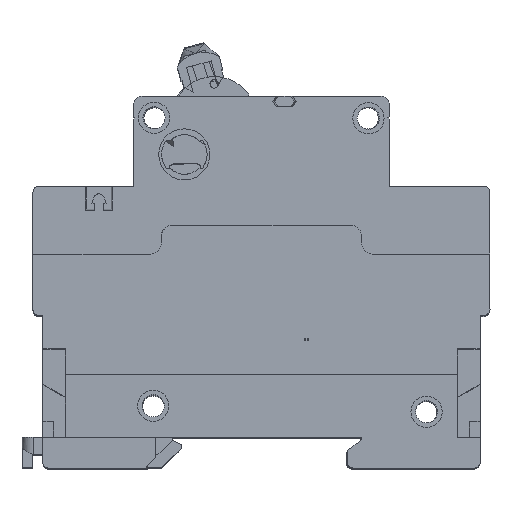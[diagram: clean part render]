
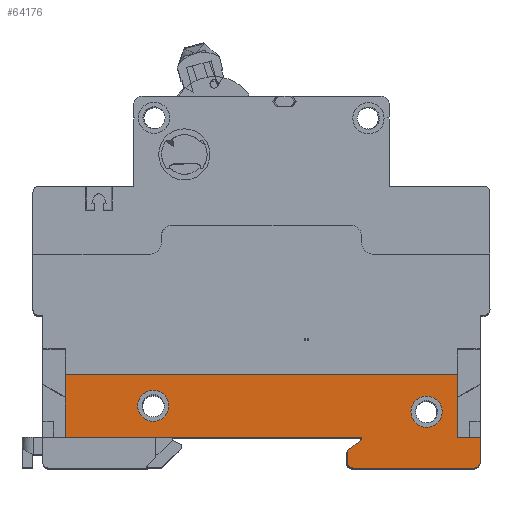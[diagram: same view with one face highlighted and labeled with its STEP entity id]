
A CAD part, top view. The second image highlights one B-rep face of the part: STEP entity #64176.
In plain terms, the highlighted planar face has unit normal (0, 0, 1).
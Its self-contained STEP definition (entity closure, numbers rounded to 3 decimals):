
#14961 = CARTESIAN_POINT ( 'NONE',  ( 94.857, -15.695, 26.67 ) ) ;
#15086 = CARTESIAN_POINT ( 'NONE',  ( 31.365, -17.415, 26.67 ) ) ;
#15119 = CARTESIAN_POINT ( 'NONE',  ( 94.857, -10.195, 26.67 ) ) ;
#15198 = CARTESIAN_POINT ( 'NONE',  ( 83.375, -17.415, 26.67 ) ) ;
#15299 = CARTESIAN_POINT ( 'NONE',  ( 46.771, -9.151, 26.67 ) ) ;
#15355 = CARTESIAN_POINT ( 'NONE',  ( 46.771, -14.651, 26.67 ) ) ;
#24522 = CARTESIAN_POINT ( 'NONE',  ( 83.375, -17.84, 26.67 ) ) ;
#24533 = CARTESIAN_POINT ( 'NONE',  ( 100.265, -6.442, 26.67 ) ) ;
#32195 = VERTEX_POINT ( 'NONE', #14961 ) ;
#32231 = CARTESIAN_POINT ( 'NONE',  ( 81.975, -22.835, 26.67 ) ) ;
#32285 = CARTESIAN_POINT ( 'NONE',  ( 80.975, -19.78, 26.67 ) ) ;
#32359 = CARTESIAN_POINT ( 'NONE',  ( 100.265, -17.525, 26.67 ) ) ;
#32431 = VERTEX_POINT ( 'NONE', #15086 ) ;
#32503 = VERTEX_POINT ( 'NONE', #15119 ) ;
#32674 = VERTEX_POINT ( 'NONE', #15198 ) ;
#32881 = CARTESIAN_POINT ( 'NONE',  ( 31.365, -6.442, 26.67 ) ) ;
#32893 = VERTEX_POINT ( 'NONE', #15299 ) ;
#33014 = VERTEX_POINT ( 'NONE', #15355 ) ;
#33082 = CARTESIAN_POINT ( 'NONE',  ( 104.275, -21.835, 26.67 ) ) ;
#33111 = CARTESIAN_POINT ( 'NONE',  ( 104.275, -17.525, 26.67 ) ) ;
#33303 = CARTESIAN_POINT ( 'NONE',  ( 103.275, -22.835, 26.67 ) ) ;
#33412 = CARTESIAN_POINT ( 'NONE',  ( 80.975, -21.835, 26.67 ) ) ;
#37779 = VERTEX_POINT ( 'NONE', #24522 ) ;
#37790 = VERTEX_POINT ( 'NONE', #24533 ) ;
#37851 = VERTEX_POINT ( 'NONE', #32231 ) ;
#37880 = VERTEX_POINT ( 'NONE', #32285 ) ;
#37920 = VERTEX_POINT ( 'NONE', #32359 ) ;
#38201 = VERTEX_POINT ( 'NONE', #32881 ) ;
#38309 = VERTEX_POINT ( 'NONE', #33082 ) ;
#38325 = VERTEX_POINT ( 'NONE', #33111 ) ;
#38428 = VERTEX_POINT ( 'NONE', #33303 ) ;
#38487 = VERTEX_POINT ( 'NONE', #33412 ) ;
#45892 = EDGE_CURVE ( 'NONE', #32893, #33014, #53412, .T. ) ;
#45896 = EDGE_CURVE ( 'NONE', #32503, #32195, #53418, .T. ) ;
#49417 = EDGE_CURVE ( 'NONE', #32431, #32674, #52602, .T. ) ;
#52602 = LINE ( 'NONE', #55222, #53678 ) ;
#53412 = CIRCLE ( 'NONE', #53414, 2.75 ) ;
#53414 = AXIS2_PLACEMENT_3D ( 'NONE', #54750, #54751, #54752 ) ;
#53418 = CIRCLE ( 'NONE', #53420, 2.75 ) ;
#53420 = AXIS2_PLACEMENT_3D ( 'NONE', #54760, #54761, #54762 ) ;
#53678 = VECTOR ( 'NONE', #55223, 1000. ) ;
#54750 = CARTESIAN_POINT ( 'NONE',  ( 46.771, -11.901, 26.67 ) ) ;
#54751 = DIRECTION ( 'NONE',  ( 0., 0., 1. ) ) ;
#54752 = DIRECTION ( 'NONE',  ( 0., -1., 0. ) ) ;
#54760 = CARTESIAN_POINT ( 'NONE',  ( 94.857, -12.945, 26.67 ) ) ;
#54761 = DIRECTION ( 'NONE',  ( 0., 0., 1. ) ) ;
#54762 = DIRECTION ( 'NONE',  ( 0., -1., 0. ) ) ;
#55222 = CARTESIAN_POINT ( 'NONE',  ( 82.175, -17.415, 26.67 ) ) ;
#55223 = DIRECTION ( 'NONE',  ( 1., 0., 0. ) ) ;
#64176 = ADVANCED_FACE ( 'NONE', ( #71454, #71455, #71456 ), #75419, .F. ) ;
#64194 = EDGE_CURVE ( 'NONE', #37880, #38487, #71481, .T. ) ;
#64198 = EDGE_CURVE ( 'NONE', #37790, #37920, #71485, .T. ) ;
#64207 = EDGE_CURVE ( 'NONE', #37790, #38201, #71494, .T. ) ;
#64286 = EDGE_CURVE ( 'NONE', #37880, #37779, #71556, .T. ) ;
#64291 = EDGE_CURVE ( 'NONE', #37851, #38487, #76201, .T. ) ;
#64298 = EDGE_CURVE ( 'NONE', #32431, #38201, #71565, .T. ) ;
#64364 = EDGE_CURVE ( 'NONE', #37920, #38325, #71624, .T. ) ;
#64383 = EDGE_CURVE ( 'NONE', #33014, #32893, #76314, .T. ) ;
#64384 = EDGE_CURVE ( 'NONE', #32195, #32503, #76262, .T. ) ;
#64385 = EDGE_CURVE ( 'NONE', #32674, #37779, #71643, .T. ) ;
#64386 = EDGE_CURVE ( 'NONE', #37851, #38428, #71644, .T. ) ;
#64387 = EDGE_CURVE ( 'NONE', #38428, #38309, #76283, .T. ) ;
#64388 = EDGE_CURVE ( 'NONE', #38309, #38325, #71645, .T. ) ;
#67968 = ORIENTED_EDGE ( 'NONE', *, *, #64194, .T. ) ;
#67969 = ORIENTED_EDGE ( 'NONE', *, *, #45892, .F. ) ;
#67971 = ORIENTED_EDGE ( 'NONE', *, *, #64383, .F. ) ;
#67973 = ORIENTED_EDGE ( 'NONE', *, *, #64384, .F. ) ;
#67975 = ORIENTED_EDGE ( 'NONE', *, *, #45896, .F. ) ;
#67977 = ORIENTED_EDGE ( 'NONE', *, *, #64385, .T. ) ;
#67979 = ORIENTED_EDGE ( 'NONE', *, *, #64291, .F. ) ;
#67981 = ORIENTED_EDGE ( 'NONE', *, *, #64286, .F. ) ;
#67983 = ORIENTED_EDGE ( 'NONE', *, *, #64386, .T. ) ;
#67985 = ORIENTED_EDGE ( 'NONE', *, *, #64388, .T. ) ;
#67986 = ORIENTED_EDGE ( 'NONE', *, *, #64387, .T. ) ;
#67988 = ORIENTED_EDGE ( 'NONE', *, *, #64364, .F. ) ;
#67991 = ORIENTED_EDGE ( 'NONE', *, *, #64207, .T. ) ;
#67992 = ORIENTED_EDGE ( 'NONE', *, *, #64198, .F. ) ;
#67994 = ORIENTED_EDGE ( 'NONE', *, *, #64298, .F. ) ;
#67996 = ORIENTED_EDGE ( 'NONE', *, *, #49417, .T. ) ;
#70124 = EDGE_LOOP ( 'NONE', ( #67969, #67971 ) ) ;
#70125 = EDGE_LOOP ( 'NONE', ( #67975, #67973 ) ) ;
#70127 = EDGE_LOOP ( 'NONE', ( #67977, #67981, #67968, #67979, #67983, #67986, #67985, #67988, #67992, #67991, #67994, #67996 ) ) ;
#71454 = FACE_BOUND ( 'NONE', #70124, .T. ) ;
#71455 = FACE_BOUND ( 'NONE', #70125, .T. ) ;
#71456 = FACE_OUTER_BOUND ( 'NONE', #70127, .T. ) ;
#71481 = LINE ( 'NONE', #75476, #76107 ) ;
#71485 = LINE ( 'NONE', #75484, #76111 ) ;
#71494 = LINE ( 'NONE', #75502, #76121 ) ;
#71556 = LINE ( 'NONE', #75755, #76216 ) ;
#71565 = LINE ( 'NONE', #75782, #76230 ) ;
#71624 = LINE ( 'NONE', #75928, #76298 ) ;
#71643 = LINE ( 'NONE', #77354, #76320 ) ;
#71644 = LINE ( 'NONE', #77356, #76321 ) ;
#71645 = LINE ( 'NONE', #77361, #76323 ) ;
#75419 = PLANE ( 'NONE',  #76091 ) ;
#75421 = CARTESIAN_POINT ( 'NONE',  ( 39.865, -73.425, 26.67 ) ) ;
#75422 = DIRECTION ( 'NONE',  ( 0., 0., -1. ) ) ;
#75423 = DIRECTION ( 'NONE',  ( -1., 0., 0. ) ) ;
#75476 = CARTESIAN_POINT ( 'NONE',  ( 80.975, -13.375, 26.67 ) ) ;
#75477 = DIRECTION ( 'NONE',  ( 0., -1., 0. ) ) ;
#75484 = CARTESIAN_POINT ( 'NONE',  ( 100.265, -13.375, 26.67 ) ) ;
#75485 = DIRECTION ( 'NONE',  ( 0., -1., 0. ) ) ;
#75502 = CARTESIAN_POINT ( 'NONE',  ( 39.865, -6.442, 26.67 ) ) ;
#75503 = DIRECTION ( 'NONE',  ( -1., 0., 0. ) ) ;
#75755 = CARTESIAN_POINT ( 'NONE',  ( 59.251, -37.348, 26.67 ) ) ;
#75756 = DIRECTION ( 'NONE',  ( 0.778, 0.629, 0. ) ) ;
#75766 = CARTESIAN_POINT ( 'NONE',  ( 81.975, -21.835, 26.67 ) ) ;
#75767 = DIRECTION ( 'NONE',  ( 0., 0., -1. ) ) ;
#75768 = DIRECTION ( 'NONE',  ( 0., 1., 0. ) ) ;
#75782 = CARTESIAN_POINT ( 'NONE',  ( 31.365, -13.375, 26.67 ) ) ;
#75783 = DIRECTION ( 'NONE',  ( 0., 1., 0. ) ) ;
#75928 = CARTESIAN_POINT ( 'NONE',  ( 39.865, -17.525, 26.67 ) ) ;
#75929 = DIRECTION ( 'NONE',  ( 1., 0., 0. ) ) ;
#76091 = AXIS2_PLACEMENT_3D ( 'NONE', #75421, #75422, #75423 ) ;
#76107 = VECTOR ( 'NONE', #75477, 1000. ) ;
#76111 = VECTOR ( 'NONE', #75485, 1000. ) ;
#76121 = VECTOR ( 'NONE', #75503, 1000. ) ;
#76201 = CIRCLE ( 'NONE', #76223, 1. ) ;
#76216 = VECTOR ( 'NONE', #75756, 1000. ) ;
#76223 = AXIS2_PLACEMENT_3D ( 'NONE', #75766, #75767, #75768 ) ;
#76230 = VECTOR ( 'NONE', #75783, 1000. ) ;
#76262 = CIRCLE ( 'NONE', #76319, 2.75 ) ;
#76283 = CIRCLE ( 'NONE', #76322, 1. ) ;
#76298 = VECTOR ( 'NONE', #75929, 1000. ) ;
#76314 = CIRCLE ( 'NONE', #76318, 2.75 ) ;
#76318 = AXIS2_PLACEMENT_3D ( 'NONE', #77348, #77349, #77350 ) ;
#76319 = AXIS2_PLACEMENT_3D ( 'NONE', #77351, #77352, #77353 ) ;
#76320 = VECTOR ( 'NONE', #77355, 1000. ) ;
#76321 = VECTOR ( 'NONE', #77357, 1000. ) ;
#76322 = AXIS2_PLACEMENT_3D ( 'NONE', #77358, #77359, #77360 ) ;
#76323 = VECTOR ( 'NONE', #77362, 1000. ) ;
#77348 = CARTESIAN_POINT ( 'NONE',  ( 46.771, -11.901, 26.67 ) ) ;
#77349 = DIRECTION ( 'NONE',  ( 0., 0., 1. ) ) ;
#77350 = DIRECTION ( 'NONE',  ( 0., -1., 0. ) ) ;
#77351 = CARTESIAN_POINT ( 'NONE',  ( 94.857, -12.945, 26.67 ) ) ;
#77352 = DIRECTION ( 'NONE',  ( 0., 0., 1. ) ) ;
#77353 = DIRECTION ( 'NONE',  ( 0., -1., 0. ) ) ;
#77354 = CARTESIAN_POINT ( 'NONE',  ( 83.375, -19.625, 26.67 ) ) ;
#77355 = DIRECTION ( 'NONE',  ( 0., -1., 0. ) ) ;
#77356 = CARTESIAN_POINT ( 'NONE',  ( 39.865, -22.835, 26.67 ) ) ;
#77357 = DIRECTION ( 'NONE',  ( 1., 0., 0. ) ) ;
#77358 = CARTESIAN_POINT ( 'NONE',  ( 103.275, -21.835, 26.67 ) ) ;
#77359 = DIRECTION ( 'NONE',  ( 0., 0., 1. ) ) ;
#77360 = DIRECTION ( 'NONE',  ( -1., 0., 0. ) ) ;
#77361 = CARTESIAN_POINT ( 'NONE',  ( 104.275, -21.835, 26.67 ) ) ;
#77362 = DIRECTION ( 'NONE',  ( 0., 1., 0. ) ) ;
